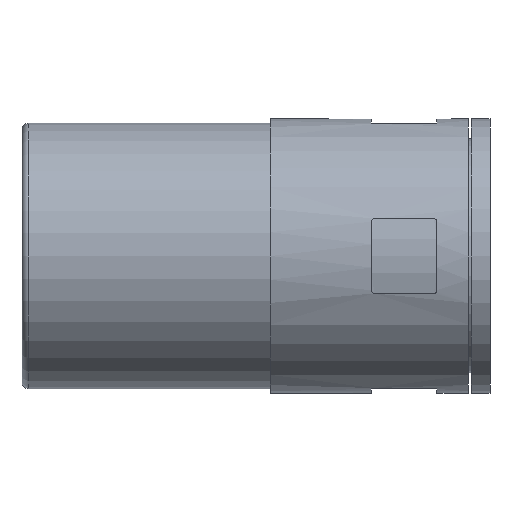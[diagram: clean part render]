
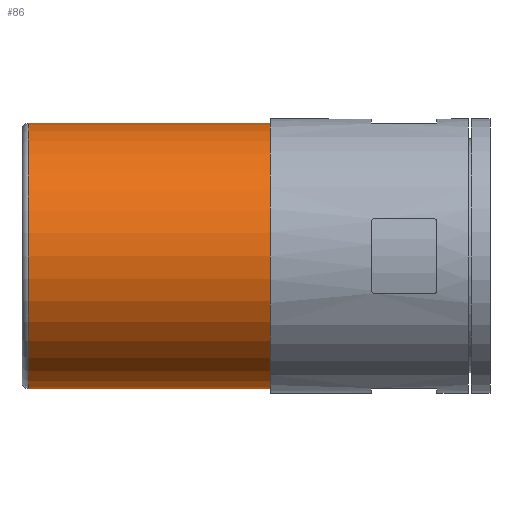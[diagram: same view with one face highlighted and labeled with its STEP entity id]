
A CAD part, front view. The second image highlights one B-rep face of the part: STEP entity #86.
In plain terms, the highlighted cylindrical face has radius 21.25 mm (diameter 42.5 mm), a full revolution.
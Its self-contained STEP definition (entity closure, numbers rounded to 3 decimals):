
#86 = ADVANCED_FACE( '', ( #165, #166 ), #167, .T. );
#165 = FACE_OUTER_BOUND( '', #295, .T. );
#166 = FACE_OUTER_BOUND( '', #296, .T. );
#167 = CYLINDRICAL_SURFACE( '', #297, 21.25 );
#295 = EDGE_LOOP( '', ( #485 ) );
#296 = EDGE_LOOP( '', ( #486 ) );
#297 = AXIS2_PLACEMENT_3D( '', #487, #488, #489 );
#485 = ORIENTED_EDGE( '', *, *, #833, .F. );
#486 = ORIENTED_EDGE( '', *, *, #834, .T. );
#487 = CARTESIAN_POINT( '', ( 37.5, 0., 0. ) );
#488 = DIRECTION( '', ( -1., 0., 0. ) );
#489 = DIRECTION( '', ( 0., 0., -1. ) );
#833 = EDGE_CURVE( '', #999, #999, #1000, .T. );
#834 = EDGE_CURVE( '', #1001, #1001, #1002, .T. );
#999 = VERTEX_POINT( '', #1312 );
#1000 = CIRCLE( '', #1313, 21.25 );
#1001 = VERTEX_POINT( '', #1314 );
#1002 = CIRCLE( '', #1315, 21.25 );
#1312 = CARTESIAN_POINT( '', ( 3.8, 0., -21.25 ) );
#1313 = AXIS2_PLACEMENT_3D( '', #1566, #1567, #1568 );
#1314 = CARTESIAN_POINT( '', ( -36.5, 0., -21.25 ) );
#1315 = AXIS2_PLACEMENT_3D( '', #1569, #1570, #1571 );
#1566 = CARTESIAN_POINT( '', ( 3.8, 0., 0. ) );
#1567 = DIRECTION( '', ( 1., 0., 0. ) );
#1568 = DIRECTION( '', ( 0., 0., -1. ) );
#1569 = CARTESIAN_POINT( '', ( -36.5, 0., 0. ) );
#1570 = DIRECTION( '', ( 1., 0., 0. ) );
#1571 = DIRECTION( '', ( 0., 0., -1. ) );
